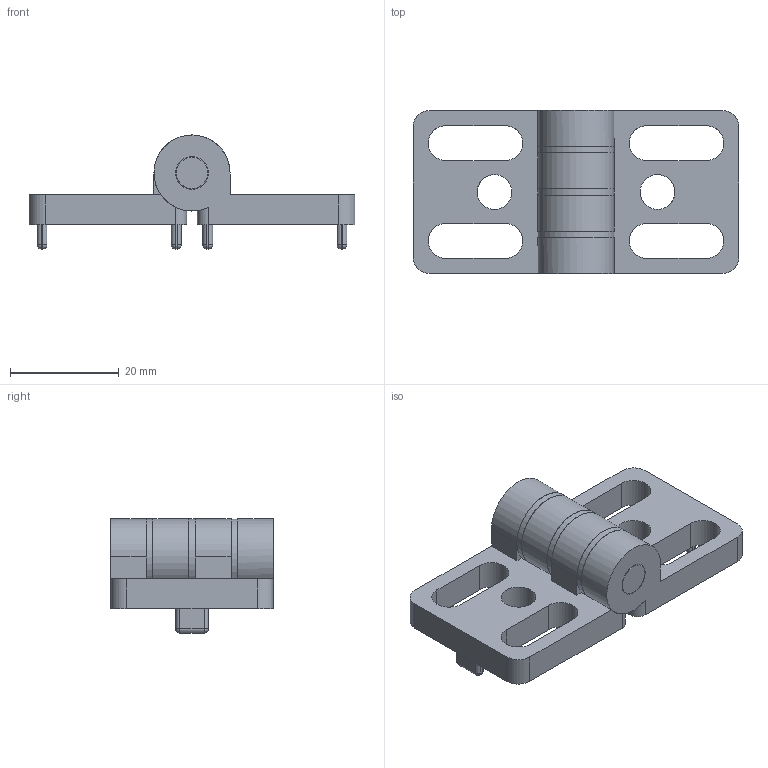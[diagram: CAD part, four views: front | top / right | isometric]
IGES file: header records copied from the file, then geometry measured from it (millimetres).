
Global section: file name: 613030.1.stp.ipt; native system: Autodesk Inventor 2014; preprocessor: unknown; author: zeman; date: 20151020.100054; units: millimetre
Bounding box: 60 x 30 x 21 mm (x, y, z)
Volume: 11186.6 mm3; surface area: 8921.2 mm2
Topology: 6 solids, 6 shells, 145 faces, 351 edges, 206 vertices
Faces by surface type: plane 58, cylinder 48, revolution 21, sphere 16, cone 2
Full cylindrical faces by diameter (mm): 6 x1, 14 x3
